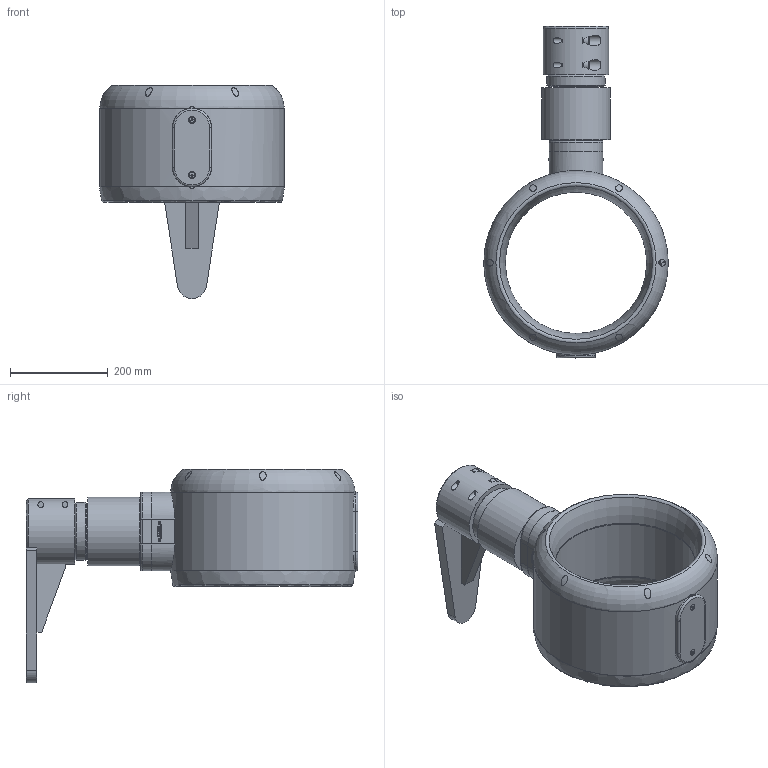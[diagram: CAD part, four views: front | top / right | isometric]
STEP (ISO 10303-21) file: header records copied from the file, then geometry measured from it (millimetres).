
FILE_DESCRIPTION (( 'STEP AP214' ), '1' );
FILE_NAME ('P-087-330-rev-A-M290.STEP', '2025-06-24T07:00:06', ( '' ), ( '' ), 'SwSTEP 2.0', 'SolidWorks 2024', '' );
FILE_SCHEMA (( 'AUTOMOTIVE_DESIGN' ));
Length unit declared in the file: millimetre
Products named in the file (1): P-087-330-rev-A-M290
Bounding box: 378 x 680.6 x 437.16 mm (x, y, z)
Volume: 14956920.9 mm3; surface area: 775527.8 mm2
Topology: 3 solids, 6 shells, 691 faces, 1763 edges, 1155 vertices
Faces by surface type: plane 458, bspline 124, cylinder 46, torus 36, cone 23, sphere 4
Full cylindrical faces by diameter (mm): 3.5 x4, 5.7 x4, 11.57 x2, 12 x2, 21 x2, 22 x2, 70 x1, 70.009 x1, 82.991 x1, 83 x1, 105 x1, 119 x1, 135 x1, 140 x1, 290 x1
Entity records: 25686 total; most frequent: CARTESIAN_POINT 9683, ORIENTED_EDGE 3294, DIRECTION 2341, EDGE_CURVE 1647, VERTEX_POINT 1105, VECTOR 869, LINE 869, EDGE_LOOP 840
